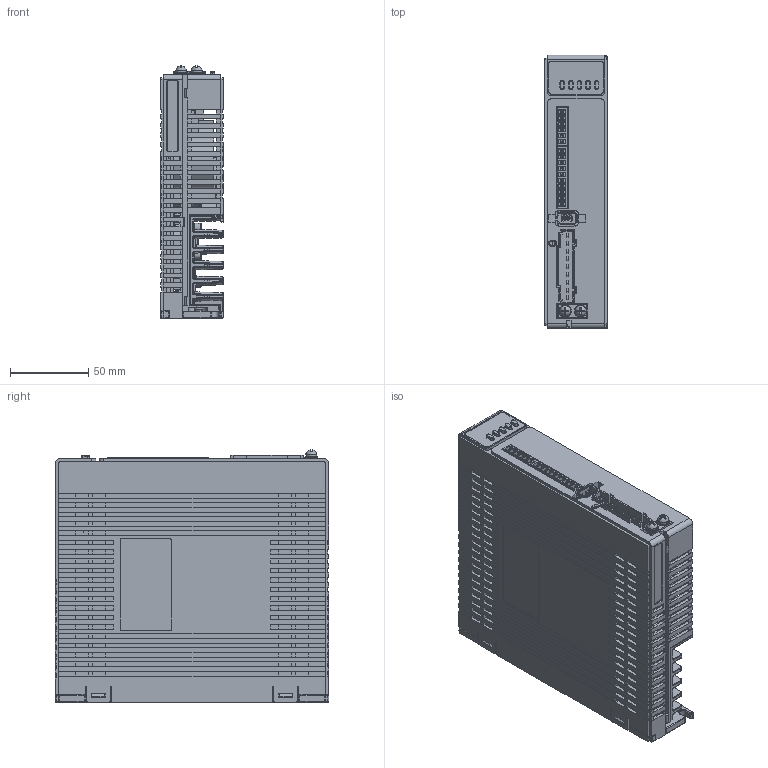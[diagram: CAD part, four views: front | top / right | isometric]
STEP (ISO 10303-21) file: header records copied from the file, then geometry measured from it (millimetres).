
FILE_DESCRIPTION((''),'2;1');
FILE_NAME('L6-400','2022-01-07T17:13:01',('chensf'),(''),'CREO PARAMETRIC BY PTC INC, 2019010','CREO PARAMETRIC BY PTC INC, 2019010','');
FILE_SCHEMA(('CONFIG_CONTROL_DESIGN'));
Products named in the file (1): L6-400
Bounding box: 40 x 175 x 161.49 mm (x, y, z)
Volume: 381329.7 mm3; surface area: 279689.6 mm2
Topology: 2 solids, 3 shells, 6104 faces, 16844 edges, 10483 vertices
Faces by surface type: plane 3786, cylinder 1357, bspline 354, torus 265, sphere 227, cone 83, extrusion 32
Entity records: 209262 total; most frequent: CARTESIAN_POINT 56613, ORIENTED_EDGE 33228, DIRECTION 29686, EDGE_CURVE 16614, VECTOR 12184, LINE 12152, VERTEX_POINT 10483, AXIS2_PLACEMENT_3D 8751
